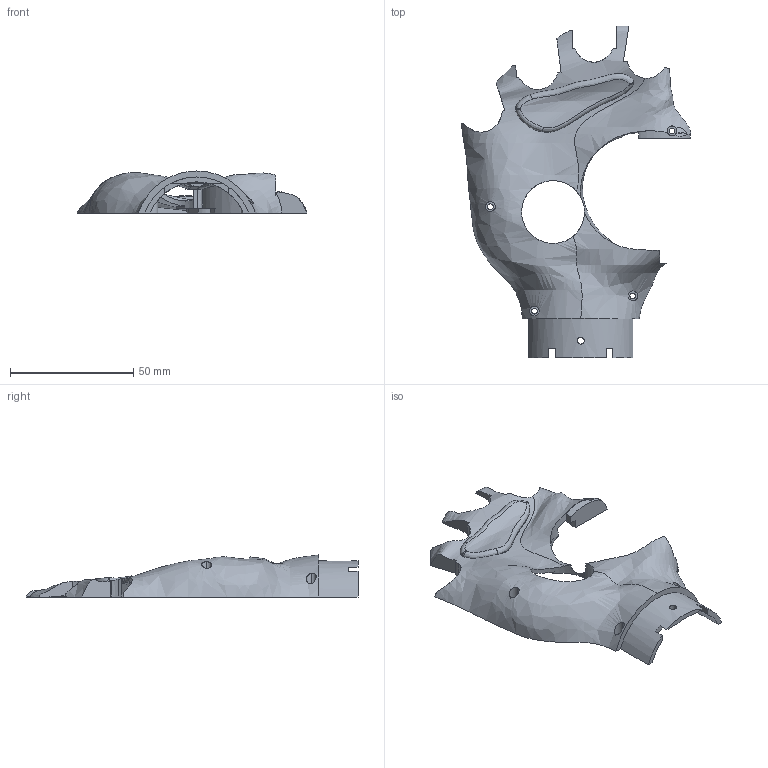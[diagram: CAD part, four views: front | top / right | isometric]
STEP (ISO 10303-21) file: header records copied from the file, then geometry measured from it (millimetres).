
FILE_DESCRIPTION (( 'STEP AP214' ), '1' );
FILE_NAME ('Ventral Palm3.0 R.STEP', '2018-04-24T08:37:07', ( '' ), ( '' ), 'SwSTEP 2.0', 'SolidWorks 2016', '' );
FILE_SCHEMA (( 'AUTOMOTIVE_DESIGN' ));
Length unit declared in the file: millimetre
Products named in the file (1): Ventral Palm3.0 R
Bounding box: 93.21 x 134.73 x 17.07 mm (x, y, z)
Volume: 22654 mm3; surface area: 18553.3 mm2
Topology: 1 solids, 1 shells, 189 faces, 527 edges, 344 vertices
Faces by surface type: bspline 85, plane 66, cylinder 38
Entity records: 33164 total; most frequent: CARTESIAN_POINT 27040, ORIENTED_EDGE 1052, DIRECTION 547, EDGE_CURVE 526, VERTEX_POINT 344, B_SPLINE_CURVE_WITH_KNOTS 273, EDGE_LOOP 206, AXIS2_PLACEMENT_3D 192
